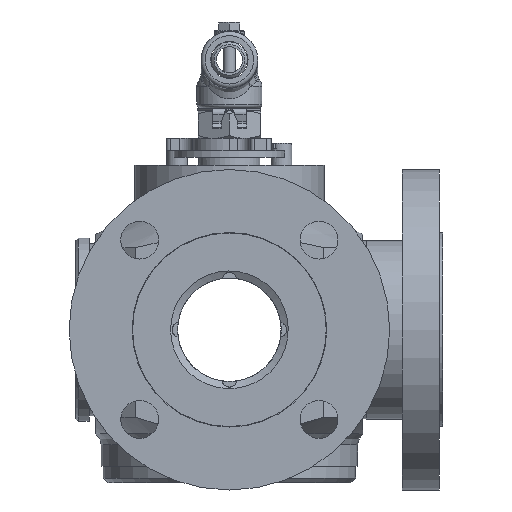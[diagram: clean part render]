
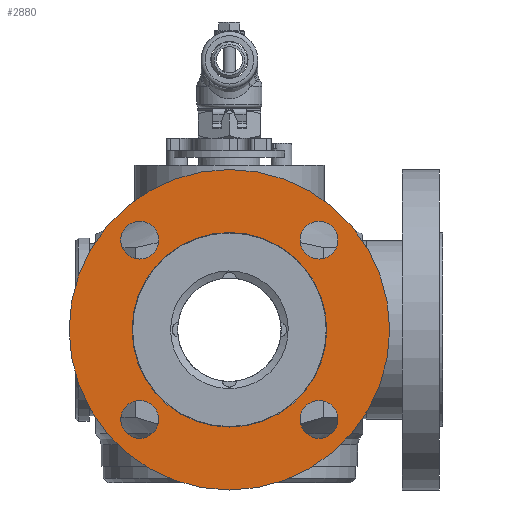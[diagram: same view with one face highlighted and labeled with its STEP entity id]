
A CAD part, front view. The second image highlights one B-rep face of the part: STEP entity #2880.
In plain terms, the highlighted planar face has unit normal (0, -1, 0).
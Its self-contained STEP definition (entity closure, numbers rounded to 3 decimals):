
#2641=CARTESIAN_POINT('',(-42.639,0.0,33.639));
#2642=VERTEX_POINT('',#2641);
#2643=CARTESIAN_POINT('',(-42.639,0.0,42.639));
#2644=DIRECTION('',(0.0,1.0,0.0));
#2645=DIRECTION('',(0.0,0.0,1.0));
#2646=AXIS2_PLACEMENT_3D('',#2643,#2644,#2645);
#2647=CIRCLE('',#2646,9.0);
#2648=EDGE_CURVE('',#2642,#2642,#2647,.T.);
#2669=CARTESIAN_POINT('',(-33.639,0.0,-42.639));
#2670=VERTEX_POINT('',#2669);
#2671=CARTESIAN_POINT('',(-42.639,0.0,-42.639));
#2672=DIRECTION('',(0.0,1.0,0.0));
#2673=DIRECTION('',(-1.0,0.0,0.0));
#2674=AXIS2_PLACEMENT_3D('',#2671,#2672,#2673);
#2675=CIRCLE('',#2674,9.0);
#2676=EDGE_CURVE('',#2670,#2670,#2675,.T.);
#2697=CARTESIAN_POINT('',(42.639,0.0,-33.639));
#2698=VERTEX_POINT('',#2697);
#2699=CARTESIAN_POINT('',(42.639,0.0,-42.639));
#2700=DIRECTION('',(0.0,1.0,0.0));
#2701=DIRECTION('',(0.0,0.0,-1.0));
#2702=AXIS2_PLACEMENT_3D('',#2699,#2700,#2701);
#2703=CIRCLE('',#2702,9.0);
#2704=EDGE_CURVE('',#2698,#2698,#2703,.T.);
#2725=CARTESIAN_POINT('',(33.639,0.0,42.639));
#2726=VERTEX_POINT('',#2725);
#2727=CARTESIAN_POINT('',(42.639,0.0,42.639));
#2728=DIRECTION('',(0.0,1.0,0.0));
#2729=DIRECTION('',(1.0,0.0,0.0));
#2730=AXIS2_PLACEMENT_3D('',#2727,#2728,#2729);
#2731=CIRCLE('',#2730,9.0);
#2732=EDGE_CURVE('',#2726,#2726,#2731,.T.);
#2781=CARTESIAN_POINT('',(-46.263,0.0,0.));
#2782=VERTEX_POINT('',#2781);
#2783=CARTESIAN_POINT('',(0.0,0.0,0.0));
#2784=DIRECTION('',(0.0,1.0,0.0));
#2785=DIRECTION('',(1.0,0.0,0.0));
#2786=AXIS2_PLACEMENT_3D('',#2783,#2784,#2785);
#2787=CIRCLE('',#2786,46.263);
#2788=EDGE_CURVE('',#2782,#2782,#2787,.T.);
#2821=CARTESIAN_POINT('',(-76.2,0.0,0.));
#2822=VERTEX_POINT('',#2821);
#2823=CARTESIAN_POINT('',(0.0,0.0,0.0));
#2824=DIRECTION('',(0.0,-1.0,0.0));
#2825=DIRECTION('',(1.0,0.0,0.0));
#2826=AXIS2_PLACEMENT_3D('',#2823,#2824,#2825);
#2827=CIRCLE('',#2826,76.2);
#2828=EDGE_CURVE('',#2822,#2822,#2827,.T.);
#2857=CARTESIAN_POINT('',(0.0,0.0,0.0));
#2858=DIRECTION('',(0.0,-1.0,0.0));
#2859=DIRECTION('',(0.0,0.0,-1.0));
#2860=AXIS2_PLACEMENT_3D('',#2857,#2858,#2859);
#2861=PLANE('',#2860);
#2862=ORIENTED_EDGE('',*,*,#2828,.T.);
#2863=EDGE_LOOP('',(#2862));
#2864=FACE_OUTER_BOUND('',#2863,.T.);
#2865=ORIENTED_EDGE('',*,*,#2648,.T.);
#2866=EDGE_LOOP('',(#2865));
#2867=FACE_BOUND('',#2866,.T.);
#2868=ORIENTED_EDGE('',*,*,#2676,.T.);
#2869=EDGE_LOOP('',(#2868));
#2870=FACE_BOUND('',#2869,.T.);
#2871=ORIENTED_EDGE('',*,*,#2704,.T.);
#2872=EDGE_LOOP('',(#2871));
#2873=FACE_BOUND('',#2872,.T.);
#2874=ORIENTED_EDGE('',*,*,#2732,.T.);
#2875=EDGE_LOOP('',(#2874));
#2876=FACE_BOUND('',#2875,.T.);
#2877=ORIENTED_EDGE('',*,*,#2788,.T.);
#2878=EDGE_LOOP('',(#2877));
#2879=FACE_BOUND('',#2878,.T.);
#2880=ADVANCED_FACE('',(#2864,#2867,#2870,#2873,#2876,#2879),#2861,.T.);
